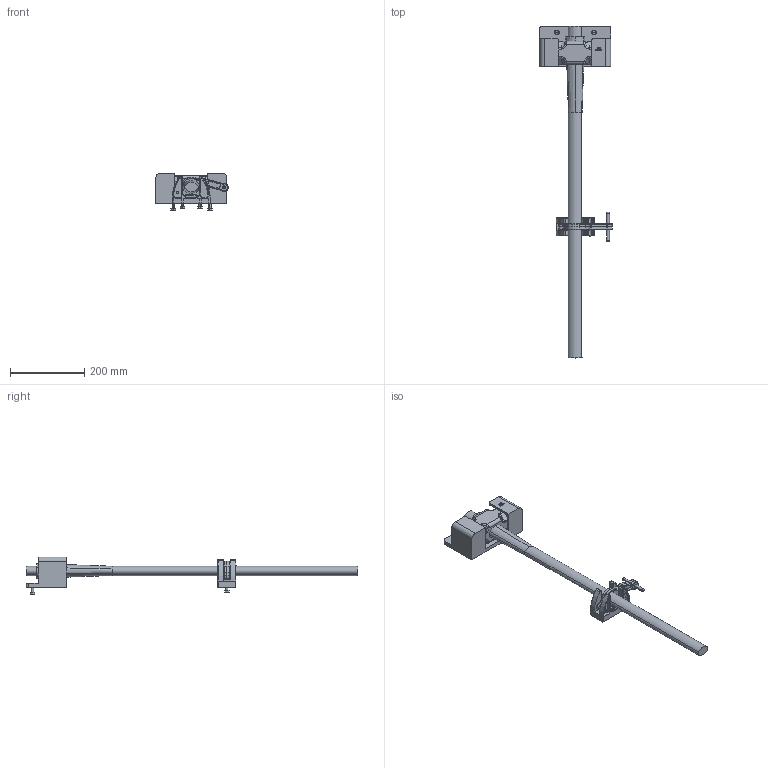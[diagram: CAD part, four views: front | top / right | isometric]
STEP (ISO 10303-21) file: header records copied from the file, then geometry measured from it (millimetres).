
FILE_DESCRIPTION (( 'STEP AP203' ), '1' );
FILE_NAME ('K5010.STEP', '2010-08-23T13:45:23', ( '' ), ( '' ), 'SwSTEP 2.0', 'SolidWorks 2010', '' );
FILE_SCHEMA (( 'CONFIG_CONTROL_DESIGN' ));
Products named in the file (12): K5010; 1010; sledge 2; 1004_In use; 1004 BASE; 1004  PIVOT PIN; 1004  PAD; 1004 STRAP (BLACK) - in use; 2032_3.875" spacing; 2032; 2031_CR-FHMS 0.25-20x0.75x0.75-N; 2069LN_MSHXNUT 0.250-20-S-N
Assembly tree (17 placements, depth 3):
  K5010
    sledge 2
    2032
      2031_CR-FHMS 0.25-20x0.75x0.75-N  x2
      2069LN_MSHXNUT 0.250-20-S-N  x2
    1010
    2032_3.875" spacing
      2069LN_MSHXNUT 0.250-20-S-N  x2
      2031_CR-FHMS 0.25-20x0.75x0.75-N  x2
    1004_In use
      1004  PAD
      1004 STRAP (BLACK) - in use
      1004  PIVOT PIN
      1004 BASE
Bounding box: 194.43 x 892.17 x 101.73 mm (x, y, z)
Volume: 1685921.6 mm3; surface area: 289118.9 mm2
Topology: 17 solids, 17 shells, 1319 faces, 3194 edges, 1969 vertices
Faces by surface type: plane 474, cylinder 456, torus 172, bspline 123, cone 82, sphere 12
Entity records: 52425 total; most frequent: CARTESIAN_POINT 23852, ORIENTED_EDGE 5684, DIRECTION 5653, EDGE_CURVE 2842, AXIS2_PLACEMENT_3D 2096, VERTEX_POINT 1773, VECTOR 1461, LINE 1461
